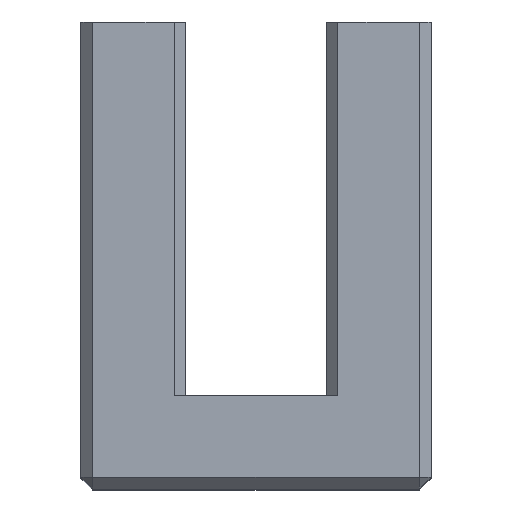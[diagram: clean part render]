
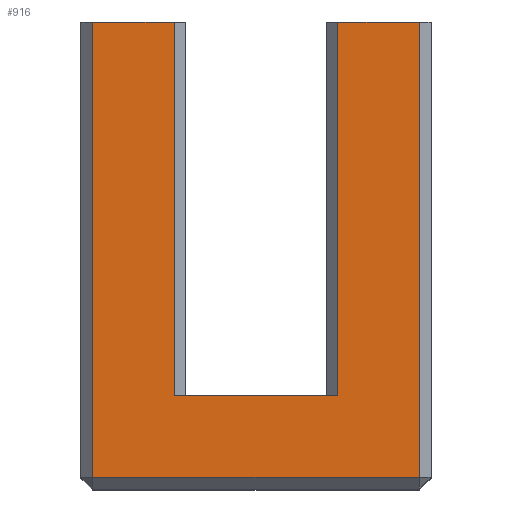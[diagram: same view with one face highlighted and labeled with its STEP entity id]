
A CAD part, top view. The second image highlights one B-rep face of the part: STEP entity #916.
In plain terms, the highlighted planar face has unit normal (0, 0, 1).
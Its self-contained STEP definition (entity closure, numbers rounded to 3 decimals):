
#44=FACE_OUTER_BOUND('',#95,.T.);
#95=EDGE_LOOP('',(#715,#716,#717,#718,#719,#720,#721,#722));
#168=LINE('',#1337,#296);
#205=LINE('',#1409,#333);
#206=LINE('',#1412,#334);
#207=LINE('',#1414,#335);
#208=LINE('',#1416,#336);
#209=LINE('',#1418,#337);
#210=LINE('',#1420,#338);
#211=LINE('',#1421,#339);
#296=VECTOR('',#1082,4.5);
#333=VECTOR('',#1145,10.);
#334=VECTOR('',#1148,6.);
#335=VECTOR('',#1149,10.);
#336=VECTOR('',#1150,4.5);
#337=VECTOR('',#1151,10.);
#338=VECTOR('',#1152,10.);
#339=VECTOR('',#1153,10.);
#413=VERTEX_POINT('',#1334);
#414=VERTEX_POINT('',#1336);
#436=VERTEX_POINT('',#1407);
#437=VERTEX_POINT('',#1411);
#438=VERTEX_POINT('',#1413);
#439=VERTEX_POINT('',#1415);
#440=VERTEX_POINT('',#1417);
#441=VERTEX_POINT('',#1419);
#504=EDGE_CURVE('',#413,#414,#168,.T.);
#541=EDGE_CURVE('',#436,#413,#205,.T.);
#542=EDGE_CURVE('',#437,#436,#206,.T.);
#543=EDGE_CURVE('',#438,#437,#207,.T.);
#544=EDGE_CURVE('',#439,#438,#208,.T.);
#545=EDGE_CURVE('',#440,#439,#209,.T.);
#546=EDGE_CURVE('',#441,#440,#210,.T.);
#547=EDGE_CURVE('',#414,#441,#211,.T.);
#715=ORIENTED_EDGE('',*,*,#541,.F.);
#716=ORIENTED_EDGE('',*,*,#542,.F.);
#717=ORIENTED_EDGE('',*,*,#543,.F.);
#718=ORIENTED_EDGE('',*,*,#544,.F.);
#719=ORIENTED_EDGE('',*,*,#545,.F.);
#720=ORIENTED_EDGE('',*,*,#546,.F.);
#721=ORIENTED_EDGE('',*,*,#547,.F.);
#722=ORIENTED_EDGE('',*,*,#504,.F.);
#866=PLANE('',#980);
#916=ADVANCED_FACE('',(#44),#866,.F.);
#980=AXIS2_PLACEMENT_3D('',#1410,#1146,#1147);
#1082=DIRECTION('',(1.,0.,0.));
#1145=DIRECTION('',(0.,1.,0.));
#1146=DIRECTION('center_axis',(0.,0.,-1.));
#1147=DIRECTION('ref_axis',(-1.,0.,0.));
#1148=DIRECTION('',(1.,0.,0.));
#1149=DIRECTION('',(0.,-1.,0.));
#1150=DIRECTION('',(1.,0.,0.));
#1151=DIRECTION('',(0.,1.,0.));
#1152=DIRECTION('',(-1.,0.,0.));
#1153=DIRECTION('',(0.,-1.,0.));
#1334=CARTESIAN_POINT('',(3.715,20.,18.497));
#1336=CARTESIAN_POINT('',(7.215,20.,18.497));
#1337=CARTESIAN_POINT('',(3.215,20.,18.497));
#1407=CARTESIAN_POINT('',(3.715,4.,18.497));
#1409=CARTESIAN_POINT('',(3.715,12.,18.497));
#1410=CARTESIAN_POINT('Origin',(-7.285,20.,18.497));
#1411=CARTESIAN_POINT('',(-3.285,4.,18.497));
#1412=CARTESIAN_POINT('',(-2.785,4.,18.497));
#1413=CARTESIAN_POINT('',(-3.285,20.,18.497));
#1414=CARTESIAN_POINT('',(-3.285,12.,18.497));
#1415=CARTESIAN_POINT('',(-6.785,20.,18.497));
#1416=CARTESIAN_POINT('',(-7.285,20.,18.497));
#1417=CARTESIAN_POINT('',(-6.785,0.5,18.497));
#1418=CARTESIAN_POINT('',(-6.785,20.,18.497));
#1419=CARTESIAN_POINT('',(7.215,0.5,18.497));
#1420=CARTESIAN_POINT('',(-3.642,0.5,18.497));
#1421=CARTESIAN_POINT('',(7.215,20.,18.497));
